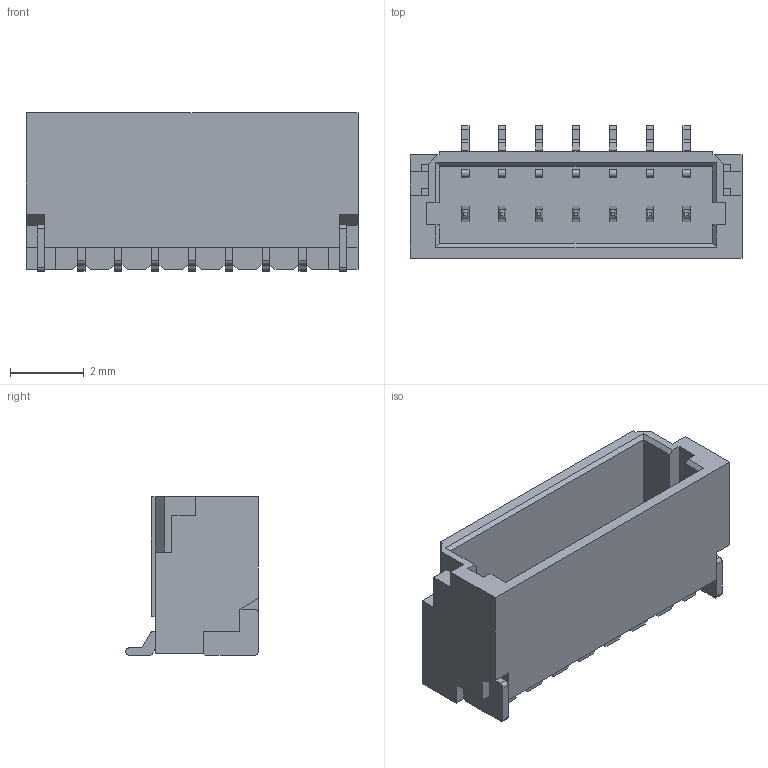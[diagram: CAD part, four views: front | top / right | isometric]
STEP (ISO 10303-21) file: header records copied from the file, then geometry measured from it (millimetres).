
FILE_DESCRIPTION(('STEP AP214'), '1');
FILE_NAME('BMxB-SRSS-TB', '', ('UNSPECIFIED'), ('UNSPECIFIED'), 'ASCON STEP Converter 1.6', 'ASCON Math Kernel', '');
FILE_SCHEMA(('AUTOMOTIVE_DESIGN { 1 0 10303 214 3 1 1}'));
Length unit declared in the file: millimetre
Bounding box: 9 x 3.6 x 4.3 mm (x, y, z)
Volume: 56.6 mm3; surface area: 298.3 mm2
Topology: 10 solids, 10 shells, 368 faces, 1077 edges, 716 vertices
Faces by surface type: plane 313, cylinder 55
Entity records: 15137 total; most frequent: CARTESIAN_POINT 2162, ORIENTED_EDGE 2154, DIRECTION 1925, EDGE_CURVE 1077, LINE 967, VECTOR 967, VERTEX_POINT 716, AXIS2_PLACEMENT_3D 479
